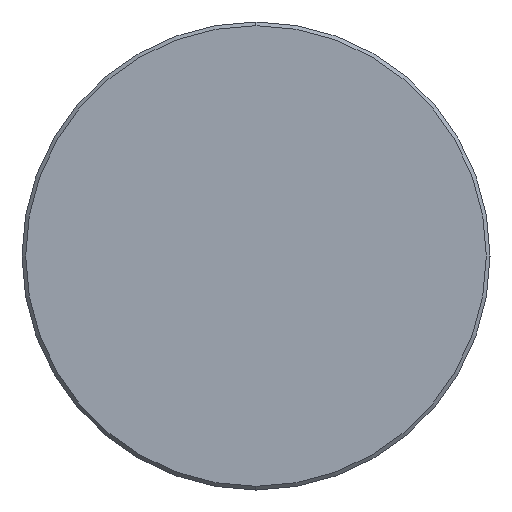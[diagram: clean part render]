
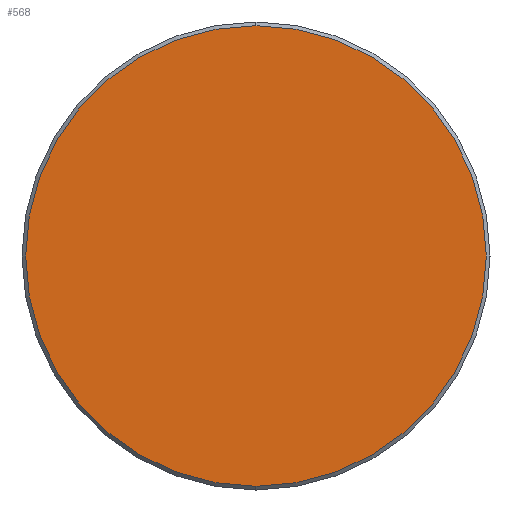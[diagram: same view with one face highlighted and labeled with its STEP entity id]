
A CAD part, left-side view. The second image highlights one B-rep face of the part: STEP entity #568.
In plain terms, the highlighted planar face has unit normal (-1, 0, 0).
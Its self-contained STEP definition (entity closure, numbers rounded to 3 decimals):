
#13 = DIRECTION ( 'NONE',  ( 0., 0., -1. ) ) ;
#35 = CARTESIAN_POINT ( 'NONE',  ( 0., 0., -18.7 ) ) ;
#159 = PLANE ( 'NONE',  #761 ) ;
#253 = FACE_OUTER_BOUND ( 'NONE', #645, .T. ) ;
#318 = VERTEX_POINT ( 'NONE', #615 ) ;
#319 = ORIENTED_EDGE ( 'NONE', *, *, #320, .T. ) ;
#320 = EDGE_CURVE ( 'NONE', #892, #318, #581, .T. ) ;
#504 = DIRECTION ( 'NONE',  ( 1., 0., 0. ) ) ;
#530 = EDGE_CURVE ( 'NONE', #318, #892, #652, .T. ) ;
#545 = DIRECTION ( 'NONE',  ( 0., 0., 1. ) ) ;
#546 = DIRECTION ( 'NONE',  ( -1., 0., 0. ) ) ;
#568 = ADVANCED_FACE ( 'NONE', ( #253 ), #159, .F. ) ;
#576 = DIRECTION ( 'NONE',  ( -1., 0., 0. ) ) ;
#581 = CIRCLE ( 'NONE', #639, 18.7 ) ;
#615 = CARTESIAN_POINT ( 'NONE',  ( 0., 0., 18.7 ) ) ;
#639 = AXIS2_PLACEMENT_3D ( 'NONE', #696, #546, #545 ) ;
#645 = EDGE_LOOP ( 'NONE', ( #319, #927 ) ) ;
#650 = CARTESIAN_POINT ( 'NONE',  ( 0., 0., 0. ) ) ;
#652 = CIRCLE ( 'NONE', #709, 18.7 ) ;
#696 = CARTESIAN_POINT ( 'NONE',  ( 0., 0., 0. ) ) ;
#709 = AXIS2_PLACEMENT_3D ( 'NONE', #870, #576, #812 ) ;
#761 = AXIS2_PLACEMENT_3D ( 'NONE', #650, #504, #13 ) ;
#812 = DIRECTION ( 'NONE',  ( 0., 0., 1. ) ) ;
#870 = CARTESIAN_POINT ( 'NONE',  ( 0., 0., 0. ) ) ;
#892 = VERTEX_POINT ( 'NONE', #35 ) ;
#927 = ORIENTED_EDGE ( 'NONE', *, *, #530, .T. ) ;
